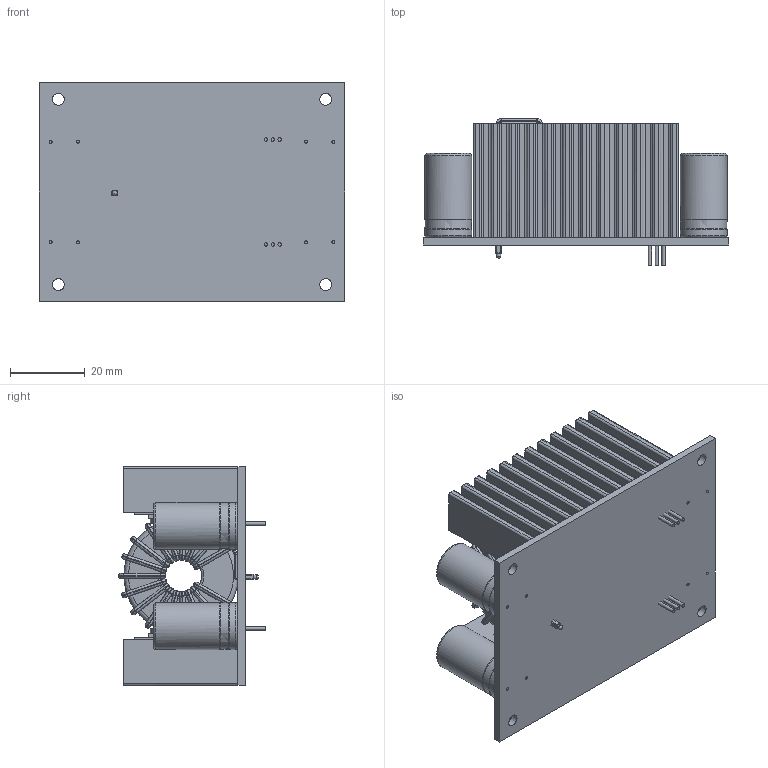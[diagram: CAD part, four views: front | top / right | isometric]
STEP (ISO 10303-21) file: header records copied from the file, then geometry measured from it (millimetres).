
FILE_DESCRIPTION(('FreeCAD Model'),'2;1');
FILE_NAME('Open CASCADE Shape Model','2025-05-05T07:42:24',('FreeCAD'),( 'FreeCAD'),'Open CASCADE STEP processor 7.6','FreeCAD','Unknown');
FILE_SCHEMA(('AUTOMOTIVE_DESIGN { 1 0 10303 214 1 1 1 1 }'));
Products named in the file (1): Open CASCADE STEP translator 7.6 1
Bounding box: 81.92 x 39.31 x 58.69 mm (x, y, z)
Volume: 60442.2 mm3; surface area: 46476.5 mm2
Topology: 51 solids, 51 shells, 1227 faces, 3035 edges, 1912 vertices
Faces by surface type: bspline 1227
Entity records: 35421 total; most frequent: CARTESIAN_POINT 18146, ORIENTED_EDGE 6060, EDGE_CURVE 3030, VERTEX_POINT 1912, B_SPLINE_CURVE_WITH_KNOTS 1810, FACE_BOUND 1272, EDGE_LOOP 1272, ADVANCED_FACE 1227
